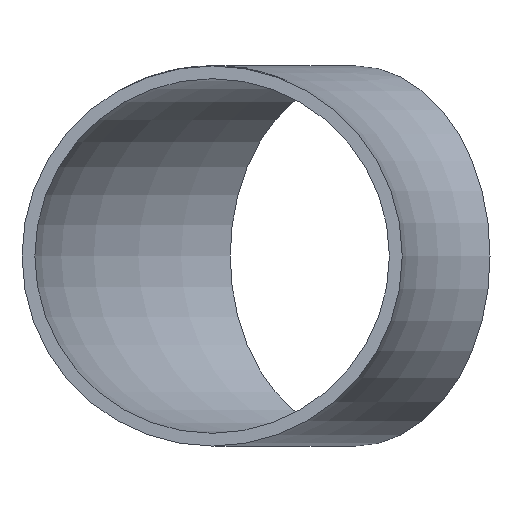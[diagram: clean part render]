
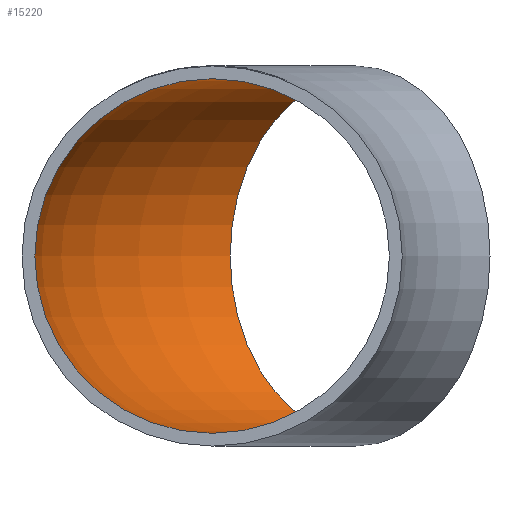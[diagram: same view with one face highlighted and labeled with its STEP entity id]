
A CAD part, front view. The second image highlights one B-rep face of the part: STEP entity #15220.
In plain terms, the highlighted toroidal (fillet/blend) face has major radius 114.5 mm and minor radius 41.45 mm.
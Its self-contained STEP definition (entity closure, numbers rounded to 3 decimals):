
#507 = DIRECTION ( 'NONE',  ( 0., 1., 0. ) ) ;
#2236 = CIRCLE ( 'NONE', #7224, 41.45 ) ;
#2626 = DIRECTION ( 'NONE',  ( 0., 0., -1. ) ) ;
#2685 = AXIS2_PLACEMENT_3D ( 'NONE', #10136, #17979, #9615 ) ;
#2748 = FACE_OUTER_BOUND ( 'NONE', #5191, .T. ) ;
#4277 = CARTESIAN_POINT ( 'NONE',  ( -110.273, 110.273, 0. ) ) ;
#4525 = VERTEX_POINT ( 'NONE', #4277 ) ;
#5191 = EDGE_LOOP ( 'NONE', ( #25314 ) ) ;
#6791 = CARTESIAN_POINT ( 'NONE',  ( 0., 0., 0. ) ) ;
#7224 = AXIS2_PLACEMENT_3D ( 'NONE', #19989, #507, #24035 ) ;
#8093 = AXIS2_PLACEMENT_3D ( 'NONE', #6791, #2626, #22600 ) ;
#8529 = ORIENTED_EDGE ( 'NONE', *, *, #16796, .T. ) ;
#9615 = DIRECTION ( 'NONE',  ( -0.707, 0.707, 0. ) ) ;
#9809 = CIRCLE ( 'NONE', #2685, 41.45 ) ;
#10136 = CARTESIAN_POINT ( 'NONE',  ( -80.964, 80.964, 0. ) ) ;
#12284 = VERTEX_POINT ( 'NONE', #18661 ) ;
#12443 = FACE_OUTER_BOUND ( 'NONE', #20403, .T. ) ;
#15220 = ADVANCED_FACE ( 'NONE', ( #12443, #2748 ), #18947, .F. ) ;
#16796 = EDGE_CURVE ( 'NONE', #4525, #4525, #9809, .T. ) ;
#17979 = DIRECTION ( 'NONE',  ( 0.707, 0.707, 0. ) ) ;
#18661 = CARTESIAN_POINT ( 'NONE',  ( -114.5, 0., 41.45 ) ) ;
#18947 = TOROIDAL_SURFACE ( 'NONE', #8093, 114.5, 41.45 ) ;
#19989 = CARTESIAN_POINT ( 'NONE',  ( -114.5, 0., 0. ) ) ;
#20403 = EDGE_LOOP ( 'NONE', ( #8529 ) ) ;
#22600 = DIRECTION ( 'NONE',  ( -1., 0., 0. ) ) ;
#23687 = EDGE_CURVE ( 'NONE', #12284, #12284, #2236, .T. ) ;
#24035 = DIRECTION ( 'NONE',  ( 0., 0., 1. ) ) ;
#25314 = ORIENTED_EDGE ( 'NONE', *, *, #23687, .F. ) ;
